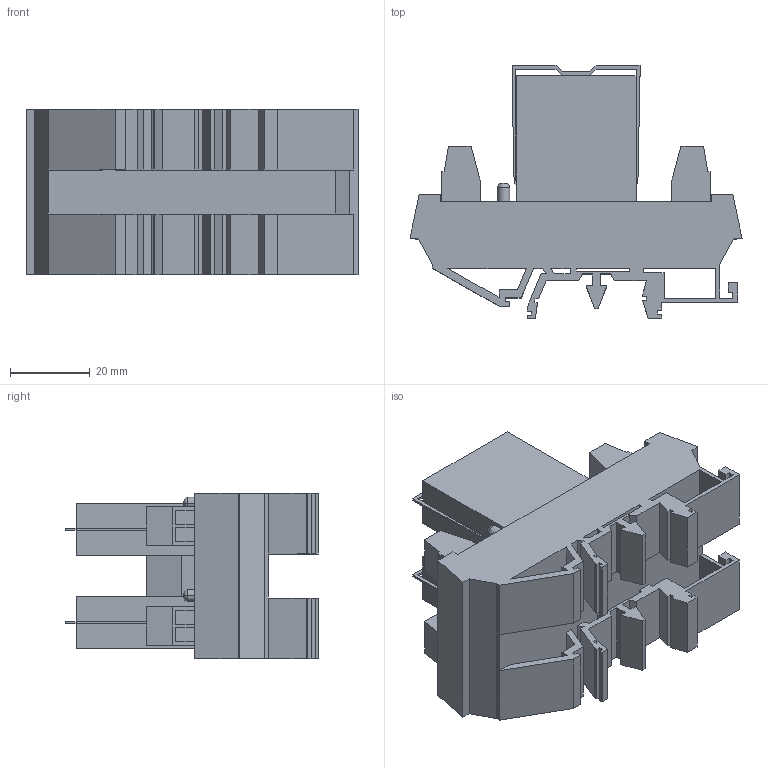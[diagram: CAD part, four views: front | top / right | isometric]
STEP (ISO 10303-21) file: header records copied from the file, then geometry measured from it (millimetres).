
FILE_DESCRIPTION (( 'STEP AP214' ), '1' );
FILE_NAME ('ORM-FC2C_Èíòåðô. ðåëå ORM 5. 2 êîíò. ãðóïïà. 24 Â DC_AC.STEP', '2018-10-22T09:10:29', ( '' ), ( '' ), 'SwSTEP 2.0', 'SolidWorks 2014', '' );
FILE_SCHEMA (( 'AUTOMOTIVE_DESIGN' ));
Length unit declared in the file: millimetre
Products named in the file (2): ORM-FC2C_Èíòåðô. ðåëå ORM 5. 2 êîíò. ãðóïïà. 24 Â DC_AC
Bounding box: 83 x 63.2 x 41.3 mm (x, y, z)
Volume: 92004.5 mm3; surface area: 27310 mm2
Topology: 1 solids, 1 shells, 294 faces, 849 edges, 564 vertices
Faces by surface type: plane 286, torus 4, cylinder 4
Entity records: 9558 total; most frequent: CARTESIAN_POINT 1709, ORIENTED_EDGE 1698, DIRECTION 1457, EDGE_CURVE 849, LINE 833, VECTOR 833, VERTEX_POINT 564, EDGE_LOOP 325
